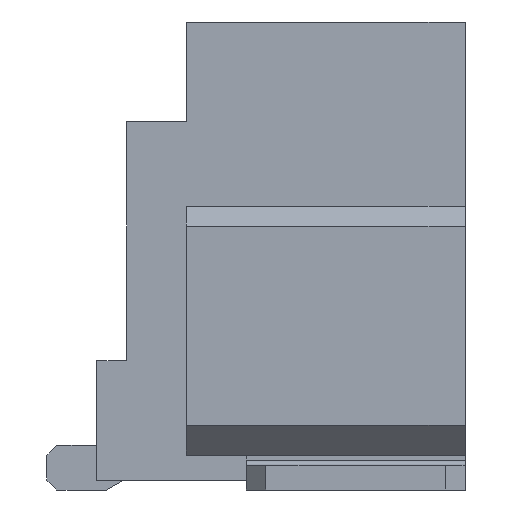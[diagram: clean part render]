
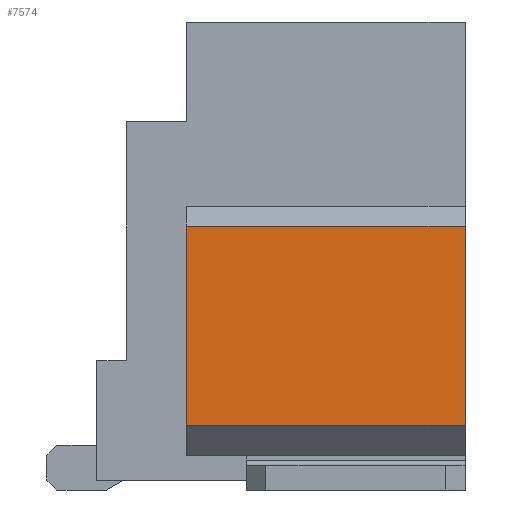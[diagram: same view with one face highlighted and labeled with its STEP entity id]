
A CAD part, left-side view. The second image highlights one B-rep face of the part: STEP entity #7574.
In plain terms, the highlighted face is planar.
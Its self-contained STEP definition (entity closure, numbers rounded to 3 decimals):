
#1324 = PLANE('',#1325);
#1325 = AXIS2_PLACEMENT_3D('',#1326,#1327,#1328);
#1326 = CARTESIAN_POINT('',(6.5,1.85,-2.3));
#1327 = DIRECTION('',(0.,1.,0.));
#1328 = DIRECTION('',(-1.,0.,0.));
#2855 = VERTEX_POINT('',#2856);
#2856 = CARTESIAN_POINT('',(8.,1.85,-1.75));
#2870 = PLANE('',#2871);
#2871 = AXIS2_PLACEMENT_3D('',#2872,#2873,#2874);
#2872 = CARTESIAN_POINT('',(8.,1.85,-1.75));
#2873 = DIRECTION('',(0.707,0.,-0.707));
#2874 = DIRECTION('',(-0.707,0.,-0.707));
#2882 = EDGE_CURVE('',#2883,#2855,#2885,.T.);
#2883 = VERTEX_POINT('',#2884);
#2884 = CARTESIAN_POINT('',(8.,1.85,0.25));
#2885 = SURFACE_CURVE('',#2886,(#2890,#2897),.PCURVE_S1.);
#2886 = LINE('',#2887,#2888);
#2887 = CARTESIAN_POINT('',(8.,1.85,0.25));
#2888 = VECTOR('',#2889,1.);
#2889 = DIRECTION('',(0.,0.,-1.));
#2890 = PCURVE('',#1324,#2891);
#2891 = DEFINITIONAL_REPRESENTATION('',(#2892),#2896);
#2892 = LINE('',#2893,#2894);
#2893 = CARTESIAN_POINT('',(-1.5,2.55));
#2894 = VECTOR('',#2895,1.);
#2895 = DIRECTION('',(0.,-1.));
#2896 = ( GEOMETRIC_REPRESENTATION_CONTEXT(2) 
PARAMETRIC_REPRESENTATION_CONTEXT() REPRESENTATION_CONTEXT('2D SPACE',''
  ) );
#2897 = PCURVE('',#2898,#2903);
#2898 = PLANE('',#2899);
#2899 = AXIS2_PLACEMENT_3D('',#2900,#2901,#2902);
#2900 = CARTESIAN_POINT('',(8.,1.85,0.25));
#2901 = DIRECTION('',(1.,0.,0.));
#2902 = DIRECTION('',(0.,0.,-1.));
#2903 = DEFINITIONAL_REPRESENTATION('',(#2904),#2908);
#2904 = LINE('',#2905,#2906);
#2905 = CARTESIAN_POINT('',(0.,0.));
#2906 = VECTOR('',#2907,1.);
#2907 = DIRECTION('',(1.,0.));
#2908 = ( GEOMETRIC_REPRESENTATION_CONTEXT(2) 
PARAMETRIC_REPRESENTATION_CONTEXT() REPRESENTATION_CONTEXT('2D SPACE',''
  ) );
#2926 = PLANE('',#2927);
#2927 = AXIS2_PLACEMENT_3D('',#2928,#2929,#2930);
#2928 = CARTESIAN_POINT('',(6.7,1.85,0.25));
#2929 = DIRECTION('',(0.,0.,1.));
#2930 = DIRECTION('',(1.,0.,0.));
#5097 = PLANE('',#5098);
#5098 = AXIS2_PLACEMENT_3D('',#5099,#5100,#5101);
#5099 = CARTESIAN_POINT('',(6.5,-0.95,-2.3));
#5100 = DIRECTION('',(0.,1.,0.));
#5101 = DIRECTION('',(1.,0.,0.));
#7532 = VERTEX_POINT('',#7533);
#7533 = CARTESIAN_POINT('',(8.,-0.95,-1.75));
#7554 = EDGE_CURVE('',#2855,#7532,#7555,.T.);
#7555 = SURFACE_CURVE('',#7556,(#7560,#7567),.PCURVE_S1.);
#7556 = LINE('',#7557,#7558);
#7557 = CARTESIAN_POINT('',(8.,1.85,-1.75));
#7558 = VECTOR('',#7559,1.);
#7559 = DIRECTION('',(0.,-1.,0.));
#7560 = PCURVE('',#2870,#7561);
#7561 = DEFINITIONAL_REPRESENTATION('',(#7562),#7566);
#7562 = LINE('',#7563,#7564);
#7563 = CARTESIAN_POINT('',(0.,0.));
#7564 = VECTOR('',#7565,1.);
#7565 = DIRECTION('',(0.,-1.));
#7566 = ( GEOMETRIC_REPRESENTATION_CONTEXT(2) 
PARAMETRIC_REPRESENTATION_CONTEXT() REPRESENTATION_CONTEXT('2D SPACE',''
  ) );
#7567 = PCURVE('',#2898,#7568);
#7568 = DEFINITIONAL_REPRESENTATION('',(#7569),#7573);
#7569 = LINE('',#7570,#7571);
#7570 = CARTESIAN_POINT('',(2.,0.));
#7571 = VECTOR('',#7572,1.);
#7572 = DIRECTION('',(0.,-1.));
#7573 = ( GEOMETRIC_REPRESENTATION_CONTEXT(2) 
PARAMETRIC_REPRESENTATION_CONTEXT() REPRESENTATION_CONTEXT('2D SPACE',''
  ) );
#7574 = ADVANCED_FACE('',(#7575),#2898,.T.);
#7575 = FACE_BOUND('',#7576,.F.);
#7576 = EDGE_LOOP('',(#7577,#7578,#7579,#7602));
#7577 = ORIENTED_EDGE('',*,*,#2882,.T.);
#7578 = ORIENTED_EDGE('',*,*,#7554,.T.);
#7579 = ORIENTED_EDGE('',*,*,#7580,.F.);
#7580 = EDGE_CURVE('',#7581,#7532,#7583,.T.);
#7581 = VERTEX_POINT('',#7582);
#7582 = CARTESIAN_POINT('',(8.,-0.95,0.25));
#7583 = SURFACE_CURVE('',#7584,(#7588,#7595),.PCURVE_S1.);
#7584 = LINE('',#7585,#7586);
#7585 = CARTESIAN_POINT('',(8.,-0.95,0.25));
#7586 = VECTOR('',#7587,1.);
#7587 = DIRECTION('',(0.,0.,-1.));
#7588 = PCURVE('',#2898,#7589);
#7589 = DEFINITIONAL_REPRESENTATION('',(#7590),#7594);
#7590 = LINE('',#7591,#7592);
#7591 = CARTESIAN_POINT('',(0.,-2.8));
#7592 = VECTOR('',#7593,1.);
#7593 = DIRECTION('',(1.,0.));
#7594 = ( GEOMETRIC_REPRESENTATION_CONTEXT(2) 
PARAMETRIC_REPRESENTATION_CONTEXT() REPRESENTATION_CONTEXT('2D SPACE',''
  ) );
#7595 = PCURVE('',#5097,#7596);
#7596 = DEFINITIONAL_REPRESENTATION('',(#7597),#7601);
#7597 = LINE('',#7598,#7599);
#7598 = CARTESIAN_POINT('',(1.5,-2.55));
#7599 = VECTOR('',#7600,1.);
#7600 = DIRECTION('',(0.,1.));
#7601 = ( GEOMETRIC_REPRESENTATION_CONTEXT(2) 
PARAMETRIC_REPRESENTATION_CONTEXT() REPRESENTATION_CONTEXT('2D SPACE',''
  ) );
#7602 = ORIENTED_EDGE('',*,*,#7603,.F.);
#7603 = EDGE_CURVE('',#2883,#7581,#7604,.T.);
#7604 = SURFACE_CURVE('',#7605,(#7609,#7616),.PCURVE_S1.);
#7605 = LINE('',#7606,#7607);
#7606 = CARTESIAN_POINT('',(8.,1.85,0.25));
#7607 = VECTOR('',#7608,1.);
#7608 = DIRECTION('',(0.,-1.,0.));
#7609 = PCURVE('',#2898,#7610);
#7610 = DEFINITIONAL_REPRESENTATION('',(#7611),#7615);
#7611 = LINE('',#7612,#7613);
#7612 = CARTESIAN_POINT('',(0.,0.));
#7613 = VECTOR('',#7614,1.);
#7614 = DIRECTION('',(0.,-1.));
#7615 = ( GEOMETRIC_REPRESENTATION_CONTEXT(2) 
PARAMETRIC_REPRESENTATION_CONTEXT() REPRESENTATION_CONTEXT('2D SPACE',''
  ) );
#7616 = PCURVE('',#2926,#7617);
#7617 = DEFINITIONAL_REPRESENTATION('',(#7618),#7622);
#7618 = LINE('',#7619,#7620);
#7619 = CARTESIAN_POINT('',(1.3,0.));
#7620 = VECTOR('',#7621,1.);
#7621 = DIRECTION('',(0.,-1.));
#7622 = ( GEOMETRIC_REPRESENTATION_CONTEXT(2) 
PARAMETRIC_REPRESENTATION_CONTEXT() REPRESENTATION_CONTEXT('2D SPACE',''
  ) );
